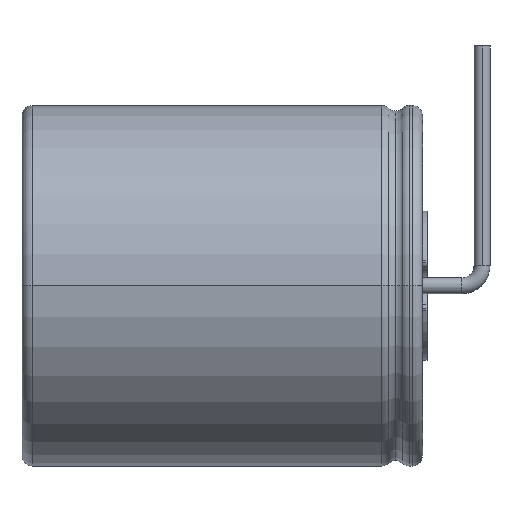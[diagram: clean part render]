
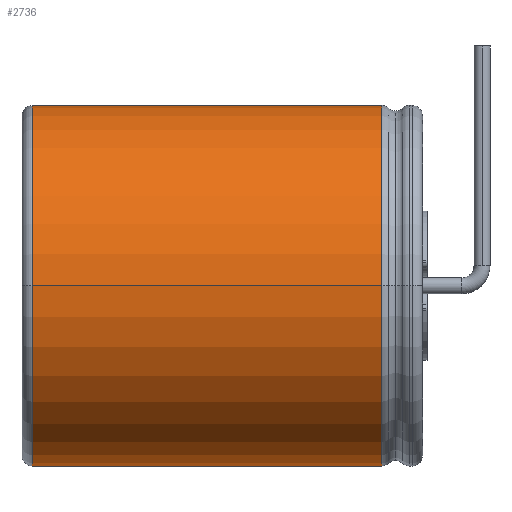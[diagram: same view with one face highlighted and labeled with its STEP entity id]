
A CAD part, left-side view. The second image highlights one B-rep face of the part: STEP entity #2736.
In plain terms, the highlighted cylindrical face has radius 9.025 mm (diameter 18.051 mm), a partial arc.
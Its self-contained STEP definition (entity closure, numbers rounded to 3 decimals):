
#76 = EDGE_CURVE ( 'NONE', #3622, #2438, #4930, .T. ) ;
#135 = DIRECTION ( 'NONE',  ( 0., -1., 0. ) ) ;
#328 = AXIS2_PLACEMENT_3D ( 'NONE', #4439, #2535, #2149 ) ;
#614 = CARTESIAN_POINT ( 'NONE',  ( 0., 2.52, -9.025 ) ) ;
#766 = EDGE_LOOP ( 'NONE', ( #1783, #3707, #1904, #4666 ) ) ;
#911 = AXIS2_PLACEMENT_3D ( 'NONE', #1077, #1471, #1043 ) ;
#915 = EDGE_CURVE ( 'NONE', #3006, #3606, #4520, .T. ) ;
#1043 = DIRECTION ( 'NONE',  ( 1., 0., 0. ) ) ;
#1077 = CARTESIAN_POINT ( 'NONE',  ( 0., 12.922, 0. ) ) ;
#1145 = CARTESIAN_POINT ( 'NONE',  ( 0., 2.52, 0. ) ) ;
#1326 = CYLINDRICAL_SURFACE ( 'NONE', #911, 9.025 ) ;
#1471 = DIRECTION ( 'NONE',  ( 0., 1., 0. ) ) ;
#1783 = ORIENTED_EDGE ( 'NONE', *, *, #3086, .T. ) ;
#1904 = ORIENTED_EDGE ( 'NONE', *, *, #3960, .F. ) ;
#1924 = CARTESIAN_POINT ( 'NONE',  ( 0., 20., 9.025 ) ) ;
#2149 = DIRECTION ( 'NONE',  ( 1., 0., 0. ) ) ;
#2438 = VERTEX_POINT ( 'NONE', #3805 ) ;
#2478 = CIRCLE ( 'NONE', #4786, 9.025 ) ;
#2535 = DIRECTION ( 'NONE',  ( 0., -1., 0. ) ) ;
#2736 = ADVANCED_FACE ( 'NONE', ( #3756 ), #1326, .T. ) ;
#2911 = CARTESIAN_POINT ( 'NONE',  ( 0., 20., -9.025 ) ) ;
#2992 = VECTOR ( 'NONE', #4212, 1000. ) ;
#3006 = VERTEX_POINT ( 'NONE', #614 ) ;
#3086 = EDGE_CURVE ( 'NONE', #3622, #3606, #4047, .T. ) ;
#3110 = VECTOR ( 'NONE', #135, 1000. ) ;
#3377 = DIRECTION ( 'NONE',  ( 0., -1., 0. ) ) ;
#3455 = CARTESIAN_POINT ( 'NONE',  ( 0., 12.922, -9.025 ) ) ;
#3606 = VERTEX_POINT ( 'NONE', #2911 ) ;
#3622 = VERTEX_POINT ( 'NONE', #1924 ) ;
#3707 = ORIENTED_EDGE ( 'NONE', *, *, #915, .F. ) ;
#3756 = FACE_OUTER_BOUND ( 'NONE', #766, .T. ) ;
#3805 = CARTESIAN_POINT ( 'NONE',  ( 0., 2.52, 9.025 ) ) ;
#3960 = EDGE_CURVE ( 'NONE', #2438, #3006, #2478, .T. ) ;
#4047 = CIRCLE ( 'NONE', #328, 9.025 ) ;
#4140 = DIRECTION ( 'NONE',  ( 1., 0., 0. ) ) ;
#4212 = DIRECTION ( 'NONE',  ( 0., 1., 0. ) ) ;
#4439 = CARTESIAN_POINT ( 'NONE',  ( 0., 20., 0. ) ) ;
#4520 = LINE ( 'NONE', #3455, #2992 ) ;
#4650 = CARTESIAN_POINT ( 'NONE',  ( 0., 12.922, 9.025 ) ) ;
#4666 = ORIENTED_EDGE ( 'NONE', *, *, #76, .F. ) ;
#4786 = AXIS2_PLACEMENT_3D ( 'NONE', #1145, #3377, #4140 ) ;
#4930 = LINE ( 'NONE', #4650, #3110 ) ;
